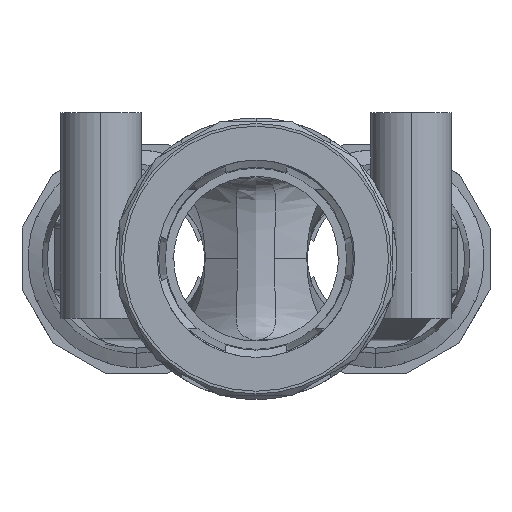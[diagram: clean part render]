
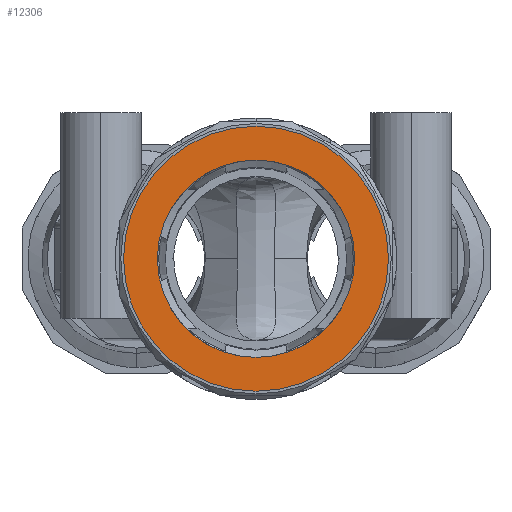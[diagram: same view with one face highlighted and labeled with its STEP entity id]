
A CAD part, front view. The second image highlights one B-rep face of the part: STEP entity #12306.
In plain terms, the highlighted planar face has unit normal (0, -1, 0).
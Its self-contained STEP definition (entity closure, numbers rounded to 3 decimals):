
#8012 = VERTEX_POINT ( 'NONE', #13717 ) ;
#8241 = EDGE_CURVE ( 'NONE', #8242, #8243, #16130, .T. ) ;
#8242 = VERTEX_POINT ( 'NONE', #16125 ) ;
#8243 = VERTEX_POINT ( 'NONE', #16124 ) ;
#8313 = EDGE_CURVE ( 'NONE', #8314, #8012, #16404, .T. ) ;
#8314 = VERTEX_POINT ( 'NONE', #16392 ) ;
#8528 = EDGE_CURVE ( 'NONE', #8012, #8314, #16845, .T. ) ;
#12303 = EDGE_CURVE ( 'NONE', #8243, #8242, #21967, .T. ) ;
#12306 = ADVANCED_FACE ( 'NONE', ( #21968, #21790 ), #21789, .F. ) ;
#12307 = EDGE_LOOP ( 'NONE', ( #12308, #12323 ) ) ;
#12308 = ORIENTED_EDGE ( 'NONE', *, *, #8241, .F. ) ;
#12323 = ORIENTED_EDGE ( 'NONE', *, *, #12303, .F. ) ;
#12404 = EDGE_LOOP ( 'NONE', ( #12405, #12406 ) ) ;
#12405 = ORIENTED_EDGE ( 'NONE', *, *, #8528, .T. ) ;
#12406 = ORIENTED_EDGE ( 'NONE', *, *, #8313, .T. ) ;
#13717 = CARTESIAN_POINT ( 'NONE',  ( -10.8, -4.281, 0. ) ) ;
#16124 = CARTESIAN_POINT ( 'NONE',  ( 14.5, -4.281, 0. ) ) ;
#16125 = CARTESIAN_POINT ( 'NONE',  ( -14.5, -4.281, 0. ) ) ;
#16126 = DIRECTION ( 'NONE',  ( -1., 0., 0. ) ) ;
#16127 = DIRECTION ( 'NONE',  ( 0., 1., 0. ) ) ;
#16128 = CARTESIAN_POINT ( 'NONE',  ( 0., -4.281, 0. ) ) ;
#16129 = AXIS2_PLACEMENT_3D ( 'NONE', #16128, #16127, #16126 ) ;
#16130 = CIRCLE ( 'NONE', #16129, 14.5 ) ;
#16392 = CARTESIAN_POINT ( 'NONE',  ( 10.8, -4.281, 0. ) ) ;
#16401 = DIRECTION ( 'NONE',  ( -1., 0., 0. ) ) ;
#16402 = DIRECTION ( 'NONE',  ( 0., 1., 0. ) ) ;
#16403 = AXIS2_PLACEMENT_3D ( 'NONE', #16410, #16402, #16401 ) ;
#16404 = CIRCLE ( 'NONE', #16403, 10.8 ) ;
#16410 = CARTESIAN_POINT ( 'NONE',  ( 0., -4.281, 0. ) ) ;
#16841 = DIRECTION ( 'NONE',  ( -1., 0., 0. ) ) ;
#16842 = DIRECTION ( 'NONE',  ( 0., 1., 0. ) ) ;
#16843 = CARTESIAN_POINT ( 'NONE',  ( 0., -4.281, 0. ) ) ;
#16844 = AXIS2_PLACEMENT_3D ( 'NONE', #16843, #16842, #16841 ) ;
#16845 = CIRCLE ( 'NONE', #16844, 10.8 ) ;
#21785 = DIRECTION ( 'NONE',  ( -1., 0., 0. ) ) ;
#21786 = DIRECTION ( 'NONE',  ( 0., 1., 0. ) ) ;
#21787 = CARTESIAN_POINT ( 'NONE',  ( 14.5, -4.281, 0. ) ) ;
#21788 = AXIS2_PLACEMENT_3D ( 'NONE', #21787, #21786, #21785 ) ;
#21789 = PLANE ( 'NONE',  #21788 ) ;
#21790 = FACE_BOUND ( 'NONE', #12404, .T. ) ;
#21963 = DIRECTION ( 'NONE',  ( -1., 0., 0. ) ) ;
#21964 = DIRECTION ( 'NONE',  ( 0., 1., 0. ) ) ;
#21965 = CARTESIAN_POINT ( 'NONE',  ( 0., -4.281, 0. ) ) ;
#21966 = AXIS2_PLACEMENT_3D ( 'NONE', #21965, #21964, #21963 ) ;
#21967 = CIRCLE ( 'NONE', #21966, 14.5 ) ;
#21968 = FACE_OUTER_BOUND ( 'NONE', #12307, .T. ) ;
